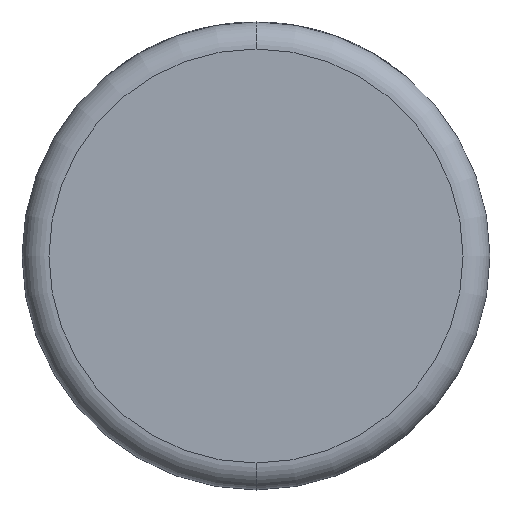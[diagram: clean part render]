
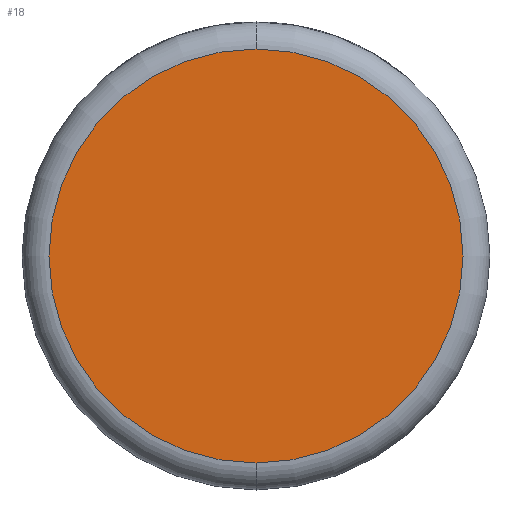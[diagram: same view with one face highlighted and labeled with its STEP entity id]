
A CAD part, front view. The second image highlights one B-rep face of the part: STEP entity #18.
In plain terms, the highlighted planar face has unit normal (0, -1, 0).
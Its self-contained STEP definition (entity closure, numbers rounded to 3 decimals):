
#18 = ADVANCED_FACE ( 'NONE', ( #2597 ), #1526, .F. ) ;
#51 = DIRECTION ( 'NONE',  ( 0., -1., 0. ) ) ;
#382 = AXIS2_PLACEMENT_3D ( 'NONE', #4164, #51, #1177 ) ;
#778 = DIRECTION ( 'NONE',  ( 0., 0., 1. ) ) ;
#966 = CARTESIAN_POINT ( 'NONE',  ( 0., 0., 13.714 ) ) ;
#1177 = DIRECTION ( 'NONE',  ( 0., 0., 1. ) ) ;
#1260 = VERTEX_POINT ( 'NONE', #966 ) ;
#1283 = AXIS2_PLACEMENT_3D ( 'NONE', #4731, #2804, #2105 ) ;
#1512 = DIRECTION ( 'NONE',  ( 0., 1., 0. ) ) ;
#1526 = PLANE ( 'NONE',  #3057 ) ;
#1923 = VERTEX_POINT ( 'NONE', #3108 ) ;
#2105 = DIRECTION ( 'NONE',  ( 0., 0., 1. ) ) ;
#2597 = FACE_OUTER_BOUND ( 'NONE', #4645, .T. ) ;
#2804 = DIRECTION ( 'NONE',  ( 0., -1., 0. ) ) ;
#2953 = ORIENTED_EDGE ( 'NONE', *, *, #3141, .T. ) ;
#3057 = AXIS2_PLACEMENT_3D ( 'NONE', #3443, #1512, #778 ) ;
#3068 = EDGE_CURVE ( 'NONE', #1260, #1923, #3869, .T. ) ;
#3108 = CARTESIAN_POINT ( 'NONE',  ( 0., 0., -13.714 ) ) ;
#3141 = EDGE_CURVE ( 'NONE', #1923, #1260, #3693, .T. ) ;
#3443 = CARTESIAN_POINT ( 'NONE',  ( 0., 0., 0. ) ) ;
#3693 = CIRCLE ( 'NONE', #1283, 13.714 ) ;
#3864 = ORIENTED_EDGE ( 'NONE', *, *, #3068, .T. ) ;
#3869 = CIRCLE ( 'NONE', #382, 13.714 ) ;
#4164 = CARTESIAN_POINT ( 'NONE',  ( 0., 0., 0. ) ) ;
#4645 = EDGE_LOOP ( 'NONE', ( #3864, #2953 ) ) ;
#4731 = CARTESIAN_POINT ( 'NONE',  ( 0., 0., 0. ) ) ;
